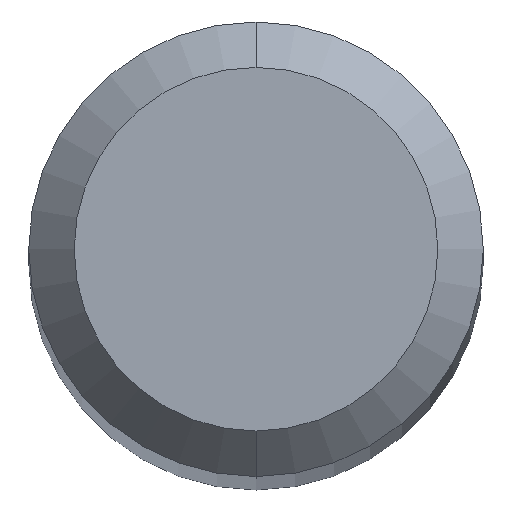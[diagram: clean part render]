
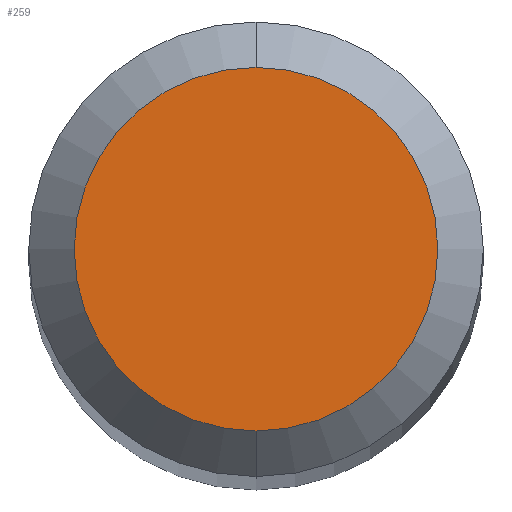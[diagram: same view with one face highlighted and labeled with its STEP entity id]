
A CAD part, top view. The second image highlights one B-rep face of the part: STEP entity #259.
In plain terms, the highlighted planar face has unit normal (0, 0, 1).
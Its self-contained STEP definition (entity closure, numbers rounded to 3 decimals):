
#259=ADVANCED_FACE('',(#558),#559,.T.);
#347=EDGE_CURVE('',#385,#433,#654,.T.);
#385=VERTEX_POINT('',#698);
#421=EDGE_CURVE('',#433,#385,#739,.T.);
#433=VERTEX_POINT('',#752);
#558=FACE_OUTER_BOUND('',#927,.T.);
#559=PLANE('',#928);
#654=CIRCLE('',#1089,1.2);
#698=CARTESIAN_POINT('',(0.,-1.2,0.0));
#739=CIRCLE('',#1303,1.2);
#752=CARTESIAN_POINT('',(0.0,1.2,0.0));
#927=EDGE_LOOP('',(#1483,#1484));
#928=AXIS2_PLACEMENT_3D('',#1485,#1486,#1487);
#1089=AXIS2_PLACEMENT_3D('',#1583,#1584,#1585);
#1303=AXIS2_PLACEMENT_3D('',#1701,#1702,#1703);
#1483=ORIENTED_EDGE('',*,*,#421,.F.);
#1484=ORIENTED_EDGE('',*,*,#347,.F.);
#1485=CARTESIAN_POINT('',(0.0,0.6,0.0));
#1486=DIRECTION('',(-0.0,0.0,1.0));
#1487=DIRECTION('',(0.0,-1.0,0.0));
#1583=CARTESIAN_POINT('',(0.0,0.0,0.0));
#1584=DIRECTION('',(0.0,0.0,-1.0));
#1585=DIRECTION('',(0.0,1.0,0.0));
#1701=CARTESIAN_POINT('',(0.0,0.0,0.0));
#1702=DIRECTION('',(0.0,0.0,-1.0));
#1703=DIRECTION('',(0.0,1.0,0.0));
